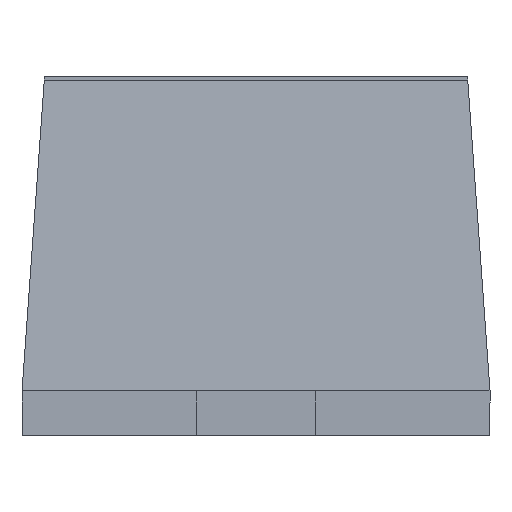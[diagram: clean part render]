
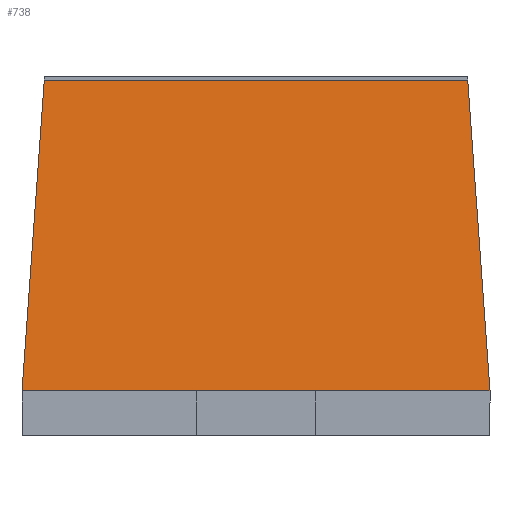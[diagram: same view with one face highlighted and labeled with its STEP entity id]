
A CAD part, left-side view. The second image highlights one B-rep face of the part: STEP entity #738.
In plain terms, the highlighted planar face has unit normal (-0.994, 0, 0.107).
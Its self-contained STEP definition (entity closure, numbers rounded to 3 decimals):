
#2 = CARTESIAN_POINT ( 'NONE',  ( -0.85, 0.625, 0.12 ) ) ;
#71 = VERTEX_POINT ( 'NONE', #992 ) ;
#96 = VECTOR ( 'NONE', #1446, 1000. ) ;
#109 = DIRECTION ( 'NONE',  ( 0.994, 0., -0.107 ) ) ;
#254 = CARTESIAN_POINT ( 'NONE',  ( -0.76, 0.566, 0.95 ) ) ;
#303 = EDGE_CURVE ( 'NONE', #521, #718, #2128, .T. ) ;
#398 = DIRECTION ( 'NONE',  ( -0.107, 0., -0.994 ) ) ;
#521 = VERTEX_POINT ( 'NONE', #929 ) ;
#718 = VERTEX_POINT ( 'NONE', #3547 ) ;
#738 = ADVANCED_FACE ( 'NONE', ( #1397 ), #2681, .F. ) ;
#886 = DIRECTION ( 'NONE',  ( 0., -1., 0. ) ) ;
#913 = DIRECTION ( 'NONE',  ( 0.107, 0.071, 0.992 ) ) ;
#929 = CARTESIAN_POINT ( 'NONE',  ( -0.85, 0.625, 0.12 ) ) ;
#952 = VECTOR ( 'NONE', #913, 1000. ) ;
#992 = CARTESIAN_POINT ( 'NONE',  ( -0.76, -0.566, 0.95 ) ) ;
#1283 = LINE ( 'NONE', #3217, #2967 ) ;
#1397 = FACE_OUTER_BOUND ( 'NONE', #1691, .T. ) ;
#1446 = DIRECTION ( 'NONE',  ( 0., -1., 0. ) ) ;
#1539 = VERTEX_POINT ( 'NONE', #254 ) ;
#1691 = EDGE_LOOP ( 'NONE', ( #3099, #2721, #1775, #2166 ) ) ;
#1775 = ORIENTED_EDGE ( 'NONE', *, *, #303, .T. ) ;
#1783 = LINE ( 'NONE', #1944, #952 ) ;
#1944 = CARTESIAN_POINT ( 'NONE',  ( -0.84, -0.619, 0.208 ) ) ;
#2009 = VECTOR ( 'NONE', #3201, 1000. ) ;
#2128 = LINE ( 'NONE', #2, #96 ) ;
#2166 = ORIENTED_EDGE ( 'NONE', *, *, #2188, .T. ) ;
#2188 = EDGE_CURVE ( 'NONE', #718, #71, #1783, .T. ) ;
#2422 = AXIS2_PLACEMENT_3D ( 'NONE', #2964, #109, #398 ) ;
#2535 = LINE ( 'NONE', #2581, #2009 ) ;
#2581 = CARTESIAN_POINT ( 'NONE',  ( -0.85, 0.625, 0.12 ) ) ;
#2681 = PLANE ( 'NONE',  #2422 ) ;
#2721 = ORIENTED_EDGE ( 'NONE', *, *, #3396, .T. ) ;
#2939 = EDGE_CURVE ( 'NONE', #1539, #71, #1283, .T. ) ;
#2964 = CARTESIAN_POINT ( 'NONE',  ( -0.85, 0.625, 0.12 ) ) ;
#2967 = VECTOR ( 'NONE', #886, 1000. ) ;
#3099 = ORIENTED_EDGE ( 'NONE', *, *, #2939, .F. ) ;
#3201 = DIRECTION ( 'NONE',  ( -0.107, 0.071, -0.992 ) ) ;
#3217 = CARTESIAN_POINT ( 'NONE',  ( -0.76, 0.625, 0.95 ) ) ;
#3396 = EDGE_CURVE ( 'NONE', #1539, #521, #2535, .T. ) ;
#3547 = CARTESIAN_POINT ( 'NONE',  ( -0.85, -0.625, 0.12 ) ) ;
